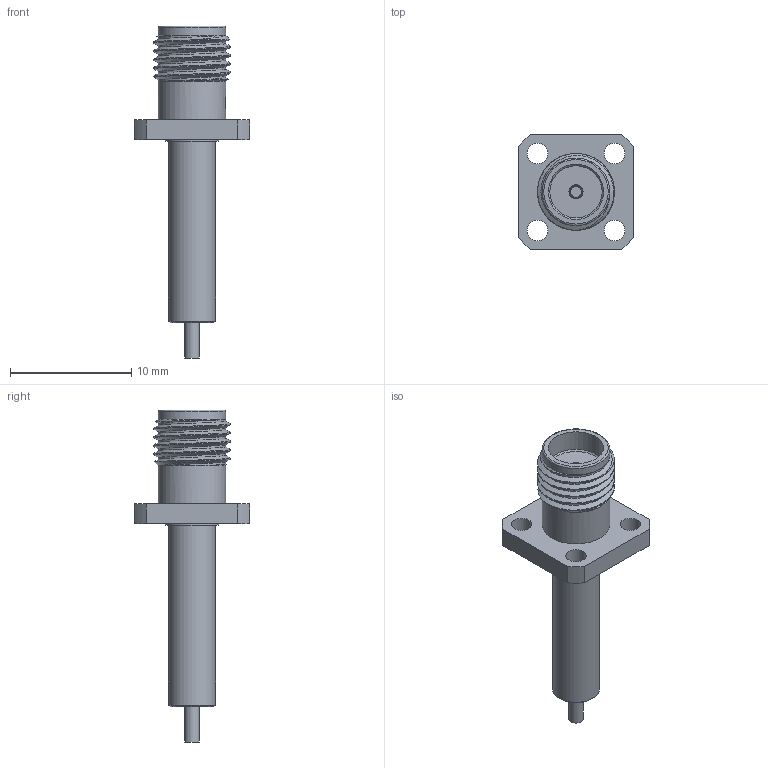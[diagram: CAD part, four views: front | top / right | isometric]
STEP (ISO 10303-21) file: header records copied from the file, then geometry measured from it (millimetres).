
FILE_DESCRIPTION (( 'STEP AP203' ), '1' );
FILE_NAME ('SC3028_3D.step', '2021-10-04T16:15:03', ( '' ), ( '' ), 'SwSTEP 2.0', 'SolidWorks 2021', '' );
FILE_SCHEMA (( 'CONFIG_CONTROL_DESIGN' ));
Length unit declared in the file: inch
Products named in the file (1): SC3028_3D
Bounding box: 9.53 x 9.53 x 27.43 mm (x, y, z)
Volume: 481.5 mm3; surface area: 668 mm2
Topology: 1 solids, 1 shells, 49 faces, 114 edges, 74 vertices
Faces by surface type: plane 21, cylinder 18, cone 6, bspline 3, torus 1
Full cylindrical faces by diameter (mm): 0.914 x1, 1.153 x1, 1.168 x1, 1.194 x1, 1.702 x4, 3.886 x1, 4.394 x1, 4.572 x1, 5.582 x2
Entity records: 3152 total; most frequent: CARTESIAN_POINT 2033, DIRECTION 214, ORIENTED_EDGE 188, EDGE_CURVE 94, AXIS2_PLACEMENT_3D 91, EDGE_LOOP 80, VERTEX_POINT 70, FACE_OUTER_BOUND 63
